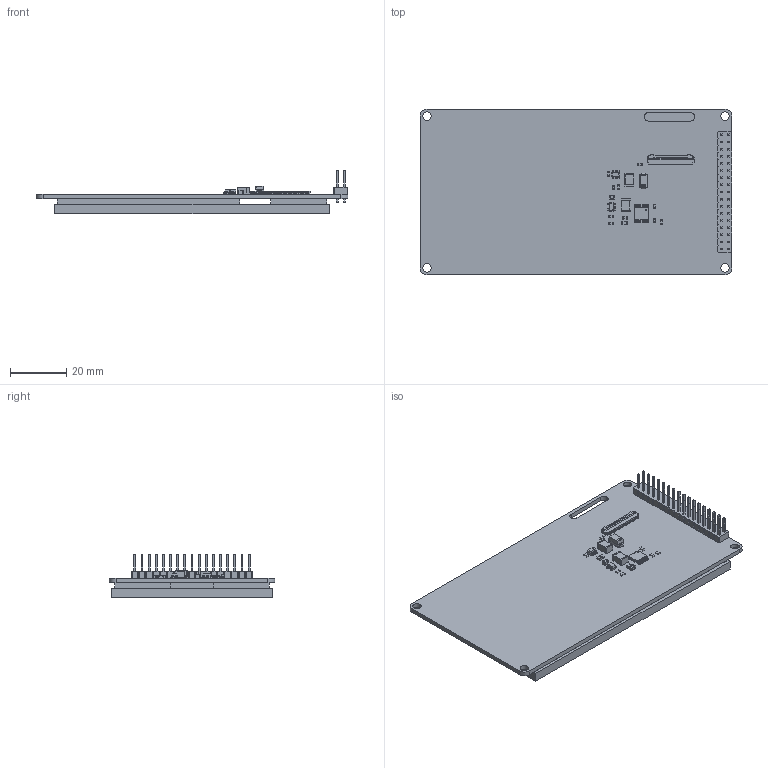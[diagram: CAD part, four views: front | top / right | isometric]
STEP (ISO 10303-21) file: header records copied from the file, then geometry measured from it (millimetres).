
FILE_DESCRIPTION(/* description */ (''),/* implementation_level */ '2;1');
FILE_NAME(/* name */ 'Waveshare 4inch Resistive Touch LCD.step',/* time_stamp */ '2026-03-09T04:53:11+03:00',/* author */ (''),/* organization */ (''),/* preprocessor_version */ 'ST-DEVELOPER v20.1',/* originating_system */ 'Autodesk Translation Framework v14.24.0.0',/* authorisation */ '');
FILE_SCHEMA (('AUTOMOTIVE_DESIGN { 1 0 10303 214 3 1 1 }'));
Length unit declared in the file: millimetre
Products named in the file (17): Waveshare 4inch Resistive Touch LCD; PCB; PinHeader_2x17_P254mm_Vertical; SOT-23-5; SOT-23-6; DO-214AC.f3d ; TSSOP-16_4.4x5mm_P0.65mm; L_1812_4532Metric; R_0603_1608Metric; C_0603_1608Metric; Hirose_FH26_xxS_0_3SHW_2Rows_xxPins_1MP_P0_60mm_Horizontal_Parametric; body; lock; pins; C_0805_2012Metric; Screen panel; Foam
Assembly tree (26 placements, depth 4):
  Waveshare 4inch Resistive Touch LCD
    PCB
      PinHeader_2x17_P254mm_Vertical
      SOT-23-5
      SOT-23-6
      DO-214AC.f3d 
      TSSOP-16_4.4x5mm_P0.65mm
      R_0603_1608Metric  x6
      C_0603_1608Metric  x4
      L_1812_4532Metric  x2
      Hirose_FH26_xxS_0_3SHW_2Rows_xxPins_1MP_P0_60mm_Horizontal_Parametric
        body
        lock
        pins
      C_0805_2012Metric  x2
    Screen panel
    Foam
Bounding box: 111 x 59 x 15.49 mm (x, y, z)
Volume: 36528.5 mm3; surface area: 46147.2 mm2
Topology: 30 solids, 30 shells, 2139 faces, 5474 edges, 3467 vertices
Faces by surface type: plane 1793, cylinder 334, bspline 8, sphere 4
Full cylindrical faces by diameter (mm): 1 x34, 3 x4
Entity records: 57371 total; most frequent: CARTESIAN_POINT 9817, ORIENTED_EDGE 9524, DIRECTION 9039, EDGE_CURVE 4762, LINE 4293, VECTOR 4293, VERTEX_POINT 3007, AXIS2_PLACEMENT_3D 2373
